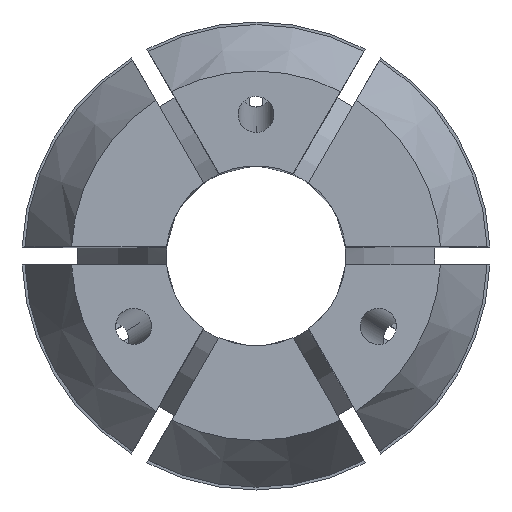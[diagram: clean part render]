
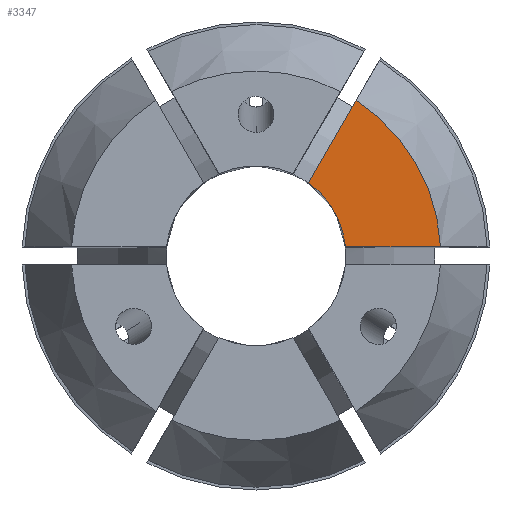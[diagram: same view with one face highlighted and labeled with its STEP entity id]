
A CAD part, top view. The second image highlights one B-rep face of the part: STEP entity #3347.
In plain terms, the highlighted planar face has unit normal (0, 0, 1).
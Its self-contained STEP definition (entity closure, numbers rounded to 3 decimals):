
#139 = EDGE_CURVE ( 'NONE', #1970, #2815, #504, .T. ) ;
#217 = LINE ( 'NONE', #1178, #2934 ) ;
#346 = CARTESIAN_POINT ( 'NONE',  ( 4.877, 7.447, 34. ) ) ;
#401 = ORIENTED_EDGE ( 'NONE', *, *, #1294, .F. ) ;
#493 = PLANE ( 'NONE',  #909 ) ;
#504 = CIRCLE ( 'NONE', #3125, 10.263 ) ;
#583 = CARTESIAN_POINT ( 'NONE',  ( 0., 0., 34. ) ) ;
#788 = CARTESIAN_POINT ( 'NONE',  ( 0., 10.263, 34. ) ) ;
#827 = CARTESIAN_POINT ( 'NONE',  ( 2.92, 4.058, 34. ) ) ;
#864 = DIRECTION ( 'NONE',  ( 0., 0., 1. ) ) ;
#909 = AXIS2_PLACEMENT_3D ( 'NONE', #788, #1618, #3650 ) ;
#1178 = CARTESIAN_POINT ( 'NONE',  ( 0., 0.5, 34. ) ) ;
#1294 = EDGE_CURVE ( 'NONE', #1973, #2831, #3111, .T. ) ;
#1337 = ORIENTED_EDGE ( 'NONE', *, *, #1358, .F. ) ;
#1358 = EDGE_CURVE ( 'NONE', #2815, #1973, #217, .T. ) ;
#1386 = CARTESIAN_POINT ( 'NONE',  ( 10.251, 0.5, 34. ) ) ;
#1457 = DIRECTION ( 'NONE',  ( -1., 0., 0. ) ) ;
#1618 = DIRECTION ( 'NONE',  ( 0., 0., 1. ) ) ;
#1622 = VECTOR ( 'NONE', #3236, 1000. ) ;
#1630 = DIRECTION ( 'NONE',  ( 0., 0., -1. ) ) ;
#1719 = DIRECTION ( 'NONE',  ( 1., 0., 0. ) ) ;
#1970 = VERTEX_POINT ( 'NONE', #2691 ) ;
#1973 = VERTEX_POINT ( 'NONE', #3526 ) ;
#2035 = ORIENTED_EDGE ( 'NONE', *, *, #2277, .F. ) ;
#2176 = CARTESIAN_POINT ( 'NONE',  ( 0., 0., 34. ) ) ;
#2226 = LINE ( 'NONE', #346, #1622 ) ;
#2277 = EDGE_CURVE ( 'NONE', #2831, #1970, #2226, .T. ) ;
#2691 = CARTESIAN_POINT ( 'NONE',  ( 5.558, 8.627, 34. ) ) ;
#2783 = DIRECTION ( 'NONE',  ( -1., 0., 0. ) ) ;
#2791 = AXIS2_PLACEMENT_3D ( 'NONE', #583, #864, #1719 ) ;
#2815 = VERTEX_POINT ( 'NONE', #1386 ) ;
#2831 = VERTEX_POINT ( 'NONE', #827 ) ;
#2934 = VECTOR ( 'NONE', #1457, 1000. ) ;
#2958 = ORIENTED_EDGE ( 'NONE', *, *, #139, .F. ) ;
#3111 = CIRCLE ( 'NONE', #2791, 5. ) ;
#3125 = AXIS2_PLACEMENT_3D ( 'NONE', #2176, #1630, #2783 ) ;
#3236 = DIRECTION ( 'NONE',  ( 0.5, 0.866, 0. ) ) ;
#3256 = FACE_OUTER_BOUND ( 'NONE', #3744, .T. ) ;
#3347 = ADVANCED_FACE ( 'NONE', ( #3256 ), #493, .T. ) ;
#3526 = CARTESIAN_POINT ( 'NONE',  ( 4.975, 0.5, 34. ) ) ;
#3650 = DIRECTION ( 'NONE',  ( 1., 0., 0. ) ) ;
#3744 = EDGE_LOOP ( 'NONE', ( #2035, #401, #1337, #2958 ) ) ;
